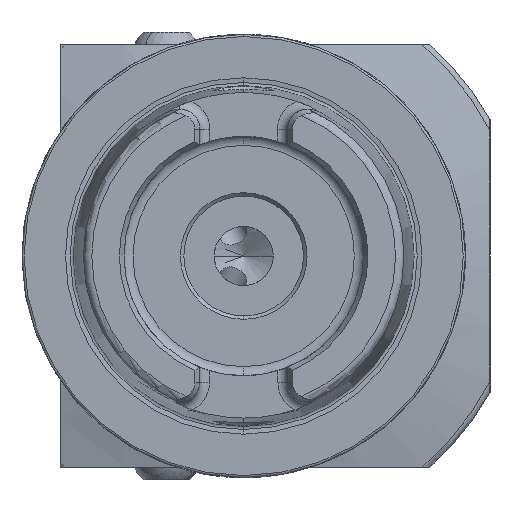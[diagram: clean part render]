
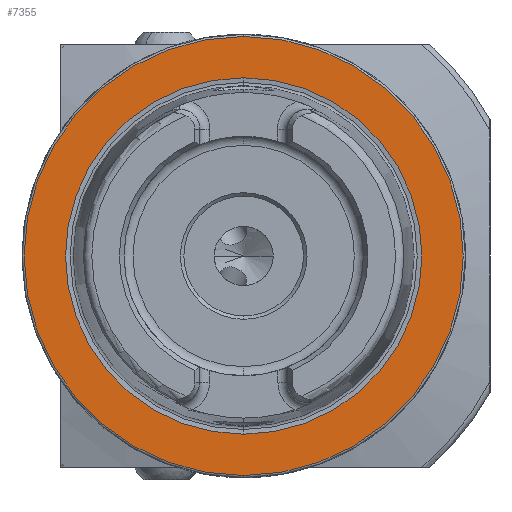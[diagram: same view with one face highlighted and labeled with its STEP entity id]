
A CAD part, left-side view. The second image highlights one B-rep face of the part: STEP entity #7355.
In plain terms, the highlighted planar face has unit normal (-1, 0, 0).
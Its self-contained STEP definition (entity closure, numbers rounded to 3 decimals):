
#184 = VERTEX_POINT ( 'NONE', #7252 ) ;
#262 = EDGE_LOOP ( 'NONE', ( #2403, #2036 ) ) ;
#415 = DIRECTION ( 'NONE',  ( -1., 0., 0. ) ) ;
#417 = FACE_BOUND ( 'NONE', #1505, .T. ) ;
#451 = DIRECTION ( 'NONE',  ( -1., 0., 0. ) ) ;
#1029 = EDGE_CURVE ( 'NONE', #6338, #7132, #3633, .T. ) ;
#1096 = DIRECTION ( 'NONE',  ( 0., 0., 1. ) ) ;
#1309 = DIRECTION ( 'NONE',  ( 0., 0., 1. ) ) ;
#1505 = EDGE_LOOP ( 'NONE', ( #7022, #7069 ) ) ;
#1542 = CARTESIAN_POINT ( 'NONE',  ( 0., 0., -31.2 ) ) ;
#2036 = ORIENTED_EDGE ( 'NONE', *, *, #2844, .T. ) ;
#2055 = PLANE ( 'NONE',  #7172 ) ;
#2074 = EDGE_CURVE ( 'NONE', #184, #6462, #4546, .T. ) ;
#2152 = CARTESIAN_POINT ( 'NONE',  ( 0., 31.2, 0. ) ) ;
#2167 = CARTESIAN_POINT ( 'NONE',  ( 0., 0., -25.324 ) ) ;
#2403 = ORIENTED_EDGE ( 'NONE', *, *, #2074, .T. ) ;
#2489 = EDGE_CURVE ( 'NONE', #7132, #6338, #3813, .T. ) ;
#2710 = AXIS2_PLACEMENT_3D ( 'NONE', #6360, #415, #1096 ) ;
#2722 = FACE_OUTER_BOUND ( 'NONE', #262, .T. ) ;
#2771 = DIRECTION ( 'NONE',  ( 1., 0., 0. ) ) ;
#2844 = EDGE_CURVE ( 'NONE', #6462, #184, #5701, .T. ) ;
#3000 = CARTESIAN_POINT ( 'NONE',  ( 0., 0., 0. ) ) ;
#3633 = CIRCLE ( 'NONE', #2710, 25.324 ) ;
#3719 = DIRECTION ( 'NONE',  ( 0., 0., 1. ) ) ;
#3813 = CIRCLE ( 'NONE', #6156, 25.324 ) ;
#3914 = AXIS2_PLACEMENT_3D ( 'NONE', #7320, #5312, #1309 ) ;
#4365 = AXIS2_PLACEMENT_3D ( 'NONE', #3000, #4961, #3719 ) ;
#4546 = CIRCLE ( 'NONE', #3914, 31.2 ) ;
#4961 = DIRECTION ( 'NONE',  ( -1., 0., 0. ) ) ;
#5181 = CARTESIAN_POINT ( 'NONE',  ( 0., 0., 0. ) ) ;
#5312 = DIRECTION ( 'NONE',  ( -1., 0., 0. ) ) ;
#5701 = CIRCLE ( 'NONE', #4365, 31.2 ) ;
#6110 = DIRECTION ( 'NONE',  ( 0., 0., -1. ) ) ;
#6156 = AXIS2_PLACEMENT_3D ( 'NONE', #5181, #451, #8499 ) ;
#6338 = VERTEX_POINT ( 'NONE', #2167 ) ;
#6360 = CARTESIAN_POINT ( 'NONE',  ( 0., 0., 0. ) ) ;
#6462 = VERTEX_POINT ( 'NONE', #1542 ) ;
#7022 = ORIENTED_EDGE ( 'NONE', *, *, #2489, .F. ) ;
#7069 = ORIENTED_EDGE ( 'NONE', *, *, #1029, .F. ) ;
#7132 = VERTEX_POINT ( 'NONE', #7151 ) ;
#7151 = CARTESIAN_POINT ( 'NONE',  ( 0., 0., 25.324 ) ) ;
#7172 = AXIS2_PLACEMENT_3D ( 'NONE', #2152, #2771, #6110 ) ;
#7252 = CARTESIAN_POINT ( 'NONE',  ( 0., 0., 31.2 ) ) ;
#7320 = CARTESIAN_POINT ( 'NONE',  ( 0., 0., 0. ) ) ;
#7355 = ADVANCED_FACE ( 'NONE', ( #417, #2722 ), #2055, .F. ) ;
#8499 = DIRECTION ( 'NONE',  ( 0., 0., 1. ) ) ;
